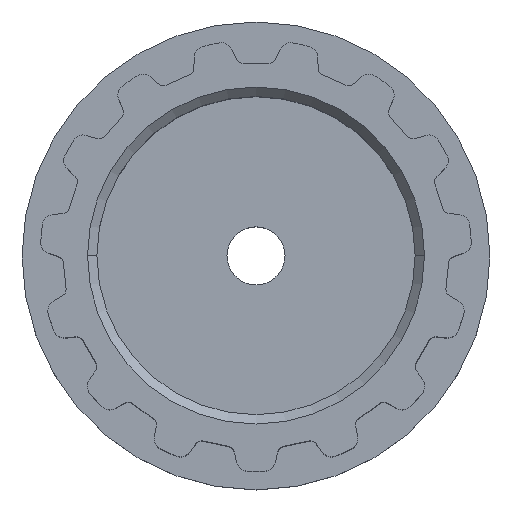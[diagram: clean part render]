
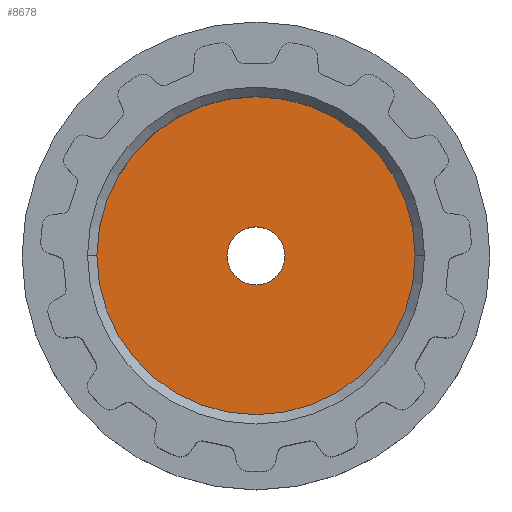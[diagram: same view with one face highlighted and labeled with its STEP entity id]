
A CAD part, top view. The second image highlights one B-rep face of the part: STEP entity #8678.
In plain terms, the highlighted planar face has unit normal (0, 0, 1).
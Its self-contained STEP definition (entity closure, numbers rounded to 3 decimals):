
#69 = AXIS2_PLACEMENT_3D ( 'NONE', #131, #4980, #3520 ) ;
#131 = CARTESIAN_POINT ( 'NONE',  ( 0., 0., -1.95 ) ) ;
#421 = ORIENTED_EDGE ( 'NONE', *, *, #3489, .T. ) ;
#426 = EDGE_LOOP ( 'NONE', ( #8714, #4502 ) ) ;
#726 = FACE_BOUND ( 'NONE', #4930, .T. ) ;
#1191 = DIRECTION ( 'NONE',  ( 0., 1., 0. ) ) ;
#1269 = VERTEX_POINT ( 'NONE', #7679 ) ;
#1580 = DIRECTION ( 'NONE',  ( 0., 0., -1. ) ) ;
#1810 = CARTESIAN_POINT ( 'NONE',  ( 0., 1.55, -1.95 ) ) ;
#2534 = VERTEX_POINT ( 'NONE', #7350 ) ;
#2589 = DIRECTION ( 'NONE',  ( 0., 0., -1. ) ) ;
#2698 = EDGE_CURVE ( 'NONE', #2534, #1269, #5293, .T. ) ;
#3056 = AXIS2_PLACEMENT_3D ( 'NONE', #3352, #6202, #4814 ) ;
#3082 = EDGE_CURVE ( 'NONE', #1269, #2534, #4211, .T. ) ;
#3084 = FACE_OUTER_BOUND ( 'NONE', #426, .T. ) ;
#3280 = EDGE_CURVE ( 'NONE', #3809, #8629, #4428, .T. ) ;
#3351 = DIRECTION ( 'NONE',  ( 0., 1., 0. ) ) ;
#3352 = CARTESIAN_POINT ( 'NONE',  ( 0., 0., -1.95 ) ) ;
#3489 = EDGE_CURVE ( 'NONE', #8629, #3809, #5177, .T. ) ;
#3520 = DIRECTION ( 'NONE',  ( 0., 1., 0. ) ) ;
#3809 = VERTEX_POINT ( 'NONE', #4770 ) ;
#3909 = PLANE ( 'NONE',  #7787 ) ;
#4211 = CIRCLE ( 'NONE', #5347, 8.5 ) ;
#4428 = CIRCLE ( 'NONE', #7811, 1.55 ) ;
#4502 = ORIENTED_EDGE ( 'NONE', *, *, #3082, .T. ) ;
#4596 = DIRECTION ( 'NONE',  ( 0., 0., 1. ) ) ;
#4770 = CARTESIAN_POINT ( 'NONE',  ( 0., -1.55, -1.95 ) ) ;
#4814 = DIRECTION ( 'NONE',  ( 0., 1., 0. ) ) ;
#4930 = EDGE_LOOP ( 'NONE', ( #421, #5992 ) ) ;
#4980 = DIRECTION ( 'NONE',  ( 0., 0., -1. ) ) ;
#5177 = CIRCLE ( 'NONE', #69, 1.55 ) ;
#5293 = CIRCLE ( 'NONE', #3056, 8.5 ) ;
#5347 = AXIS2_PLACEMENT_3D ( 'NONE', #6739, #4596, #1191 ) ;
#5688 = CARTESIAN_POINT ( 'NONE',  ( 0., 0., -1.95 ) ) ;
#5752 = DIRECTION ( 'NONE',  ( 0., 1., 0. ) ) ;
#5992 = ORIENTED_EDGE ( 'NONE', *, *, #3280, .T. ) ;
#6202 = DIRECTION ( 'NONE',  ( 0., 0., 1. ) ) ;
#6739 = CARTESIAN_POINT ( 'NONE',  ( 0., 0., -1.95 ) ) ;
#6770 = CARTESIAN_POINT ( 'NONE',  ( 0., 0., -1.95 ) ) ;
#7350 = CARTESIAN_POINT ( 'NONE',  ( 8.5, 0., -1.95 ) ) ;
#7679 = CARTESIAN_POINT ( 'NONE',  ( -8.5, 0., -1.95 ) ) ;
#7787 = AXIS2_PLACEMENT_3D ( 'NONE', #6770, #2589, #3351 ) ;
#7811 = AXIS2_PLACEMENT_3D ( 'NONE', #5688, #1580, #5752 ) ;
#8629 = VERTEX_POINT ( 'NONE', #1810 ) ;
#8678 = ADVANCED_FACE ( 'NONE', ( #726, #3084 ), #3909, .F. ) ;
#8714 = ORIENTED_EDGE ( 'NONE', *, *, #2698, .T. ) ;
